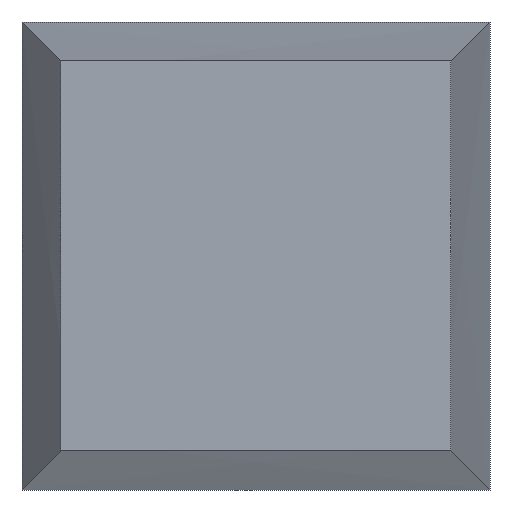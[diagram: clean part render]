
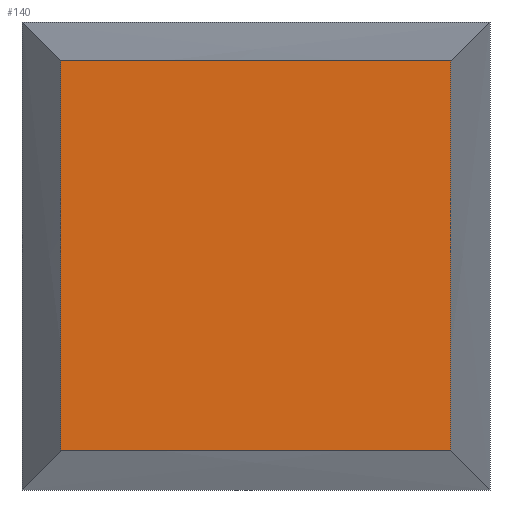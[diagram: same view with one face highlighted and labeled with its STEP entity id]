
A CAD part, left-side view. The second image highlights one B-rep face of the part: STEP entity #140.
In plain terms, the highlighted planar face has unit normal (-1, 0, 0).
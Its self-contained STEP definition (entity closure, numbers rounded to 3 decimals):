
#30=FACE_OUTER_BOUND('',#40,.T.);
#40=EDGE_LOOP('',(#103,#104,#105,#106));
#53=LINE('',#211,#63);
#54=LINE('',#213,#64);
#55=LINE('',#215,#65);
#56=LINE('',#216,#66);
#63=VECTOR('',#188,10.);
#64=VECTOR('',#189,10.);
#65=VECTOR('',#190,10.);
#66=VECTOR('',#191,10.);
#73=VERTEX_POINT('',#209);
#74=VERTEX_POINT('',#210);
#75=VERTEX_POINT('',#212);
#76=VERTEX_POINT('',#214);
#85=EDGE_CURVE('',#73,#74,#53,.T.);
#86=EDGE_CURVE('',#74,#75,#54,.T.);
#87=EDGE_CURVE('',#75,#76,#55,.T.);
#88=EDGE_CURVE('',#76,#73,#56,.T.);
#103=ORIENTED_EDGE('',*,*,#85,.T.);
#104=ORIENTED_EDGE('',*,*,#86,.T.);
#105=ORIENTED_EDGE('',*,*,#87,.T.);
#106=ORIENTED_EDGE('',*,*,#88,.T.);
#136=PLANE('',#175);
#140=ADVANCED_FACE('',(#30),#136,.F.);
#175=AXIS2_PLACEMENT_3D('',#208,#186,#187);
#186=DIRECTION('center_axis',(1.,0.,0.));
#187=DIRECTION('ref_axis',(0.,0.,-1.));
#188=DIRECTION('',(0.,-1.,0.));
#189=DIRECTION('',(0.,0.,1.));
#190=DIRECTION('',(0.,1.,0.));
#191=DIRECTION('',(0.,0.,-1.));
#208=CARTESIAN_POINT('Origin',(-1000.,0.,0.));
#209=CARTESIAN_POINT('',(-1000.,250.,-250.));
#210=CARTESIAN_POINT('',(-1000.,-250.,-250.));
#211=CARTESIAN_POINT('',(-1000.,250.,-250.));
#212=CARTESIAN_POINT('',(-1000.,-250.,250.));
#213=CARTESIAN_POINT('',(-1000.,-250.,-250.));
#214=CARTESIAN_POINT('',(-1000.,250.,250.));
#215=CARTESIAN_POINT('',(-1000.,-250.,250.));
#216=CARTESIAN_POINT('',(-1000.,250.,250.));
